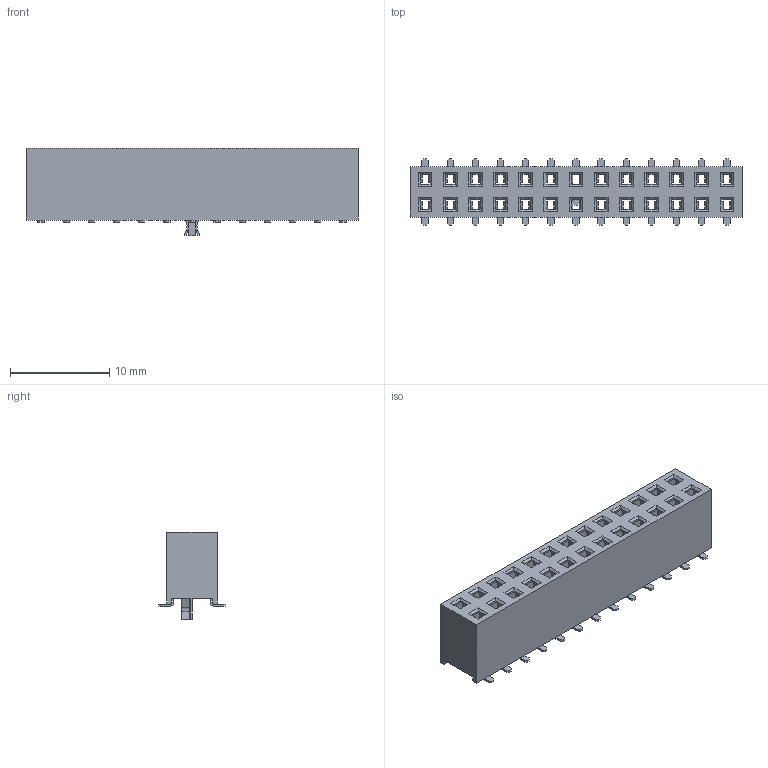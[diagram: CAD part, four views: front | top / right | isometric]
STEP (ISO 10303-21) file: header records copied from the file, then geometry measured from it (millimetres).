
FILE_DESCRIPTION( ( 'Unknown' ), '1' );
FILE_NAME( '61002621821.stp', 'Unknown', ( 'Unknown' ), ( 'Unknown' ), 'PSStep 14.0', 'Unknown', ' ' );
FILE_SCHEMA( ( 'AUTOMOTIVE_DESIGN { 1 0 10303 214 1 1 1 1 }' ) );
Length unit declared in the file: millimetre
Products named in the file (3): Assem1; 6100xx21821_PIN; 61002621821
Bounding box: 33.52 x 6.7 x 8.82 mm (x, y, z)
Volume: 1410.2 mm3; surface area: 5298.3 mm2
Topology: 29 solids, 29 shells, 2484 faces, 6746 edges, 4320 vertices
Faces by surface type: plane 1724, cylinder 652, bspline 108
Entity records: 15324 total; most frequent: CARTESIAN_POINT 2192, ORIENTED_EDGE 2096, DIRECTION 1924, EDGE_CURVE 1048, LINE 988, VECTOR 988, VERTEX_POINT 660, AXIS2_PLACEMENT_3D 468
